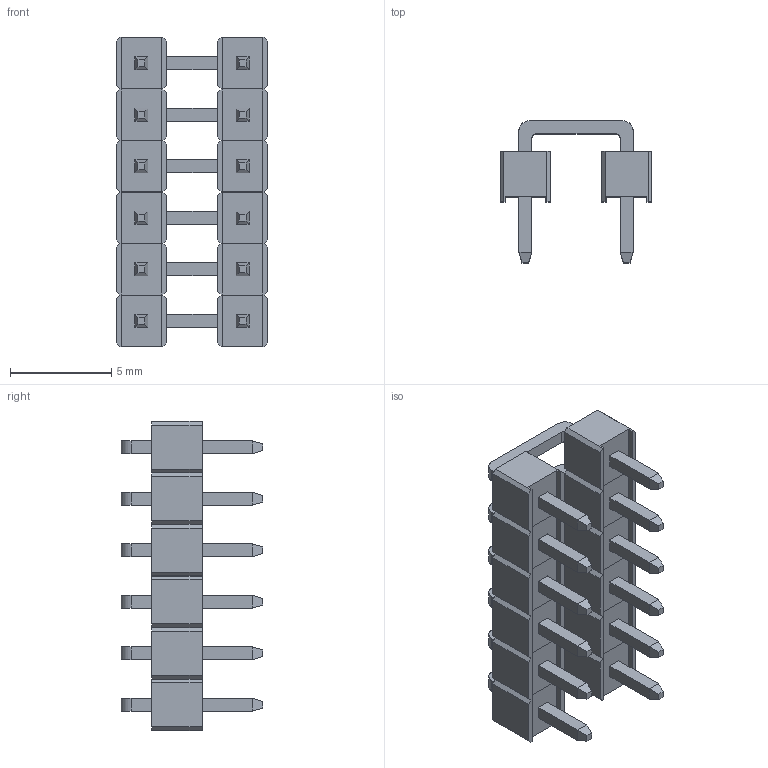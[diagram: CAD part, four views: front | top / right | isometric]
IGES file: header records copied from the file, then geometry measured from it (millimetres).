
Start section: SolidWorks IGES file using analytic representation for surfaces
Global section: file name: BLTSR-1 Double Jumper.IGS; native system: SolidWorks 2014; preprocessor: SolidWorks 2014; author: ewilson; date: 141112.142624; units: inch
Bounding box: 7.49 x 7 x 15.24 mm (x, y, z)
Surface area: 772 mm2 (no closed solid volume)
Topology: 0 solids, 0 shells, 396 faces, 2112 edges, 2112 vertices
Faces by surface type: bspline 372, revolution 24
